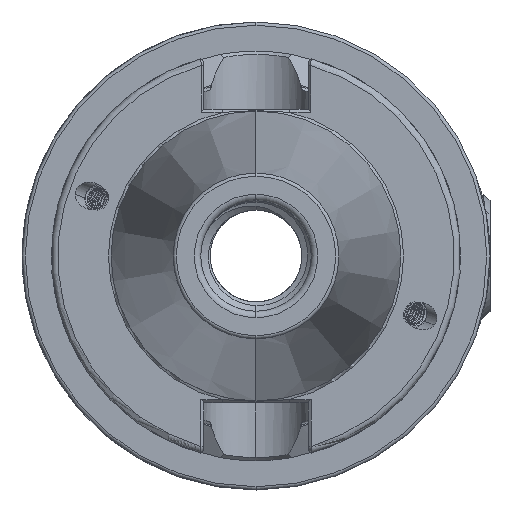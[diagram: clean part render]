
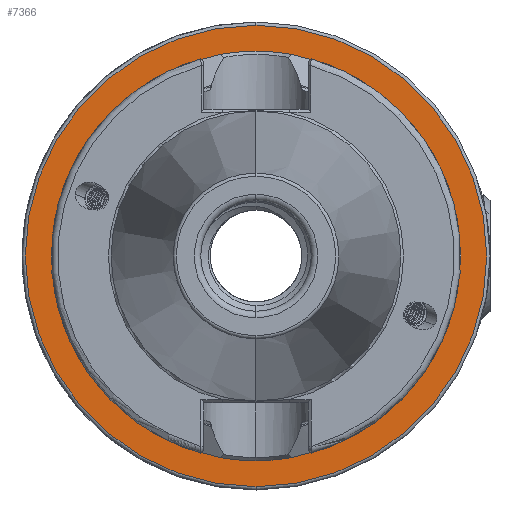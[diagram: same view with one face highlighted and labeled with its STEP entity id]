
A CAD part, left-side view. The second image highlights one B-rep face of the part: STEP entity #7366.
In plain terms, the highlighted planar face has unit normal (-1, 0, 0).
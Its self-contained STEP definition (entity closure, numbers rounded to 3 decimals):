
#934 = CIRCLE ( 'NONE', #28092, 35.5 ) ;
#1544 = VERTEX_POINT ( 'NONE', #5285 ) ;
#1565 = VERTEX_POINT ( 'NONE', #5278 ) ;
#1570 = VERTEX_POINT ( 'NONE', #5312 ) ;
#1616 = VERTEX_POINT ( 'NONE', #5358 ) ;
#1931 = EDGE_CURVE ( 'NONE', #1616, #1565, #934, .T. ) ;
#2835 = AXIS2_PLACEMENT_3D ( 'NONE', #10683, #10649, #10679 ) ;
#2991 = AXIS2_PLACEMENT_3D ( 'NONE', #11663, #11644, #11654 ) ;
#2992 = AXIS2_PLACEMENT_3D ( 'NONE', #11639, #11661, #11637 ) ;
#2994 = AXIS2_PLACEMENT_3D ( 'NONE', #11594, #11606, #11611 ) ;
#3382 = EDGE_LOOP ( 'NONE', ( #13332, #13368 ) ) ;
#3385 = EDGE_LOOP ( 'NONE', ( #13392, #13371 ) ) ;
#5022 = CARTESIAN_POINT ( 'NONE',  ( 32., 0., 0. ) ) ;
#5025 = DIRECTION ( 'NONE',  ( 0., 0., -1. ) ) ;
#5041 = DIRECTION ( 'NONE',  ( 1., 0., 0. ) ) ;
#5278 = CARTESIAN_POINT ( 'NONE',  ( 32., 0., -35.5 ) ) ;
#5285 = CARTESIAN_POINT ( 'NONE',  ( 32., 0., 31.3 ) ) ;
#5312 = CARTESIAN_POINT ( 'NONE',  ( 32., 0., -31.3 ) ) ;
#5358 = CARTESIAN_POINT ( 'NONE',  ( 32., 0., 35.5 ) ) ;
#7366 = ADVANCED_FACE ( 'NONE', ( #25845, #25831 ), #10689, .T. ) ;
#10649 = DIRECTION ( 'NONE',  ( -1., 0., 0. ) ) ;
#10679 = DIRECTION ( 'NONE',  ( 0., 0., 1. ) ) ;
#10683 = CARTESIAN_POINT ( 'NONE',  ( 32., 35.5, 0. ) ) ;
#10689 = PLANE ( 'NONE',  #2835 ) ;
#11594 = CARTESIAN_POINT ( 'NONE',  ( 32., 0., 0. ) ) ;
#11606 = DIRECTION ( 'NONE',  ( 1., 0., 0. ) ) ;
#11611 = DIRECTION ( 'NONE',  ( 0., 0., 1. ) ) ;
#11637 = DIRECTION ( 'NONE',  ( 0., 0., 1. ) ) ;
#11639 = CARTESIAN_POINT ( 'NONE',  ( 32., 0., 0. ) ) ;
#11644 = DIRECTION ( 'NONE',  ( 1., 0., 0. ) ) ;
#11654 = DIRECTION ( 'NONE',  ( 0., 0., -1. ) ) ;
#11661 = DIRECTION ( 'NONE',  ( 1., 0., 0. ) ) ;
#11663 = CARTESIAN_POINT ( 'NONE',  ( 32., 0., 0. ) ) ;
#13332 = ORIENTED_EDGE ( 'NONE', *, *, #21720, .T. ) ;
#13368 = ORIENTED_EDGE ( 'NONE', *, *, #21736, .T. ) ;
#13371 = ORIENTED_EDGE ( 'NONE', *, *, #1931, .F. ) ;
#13392 = ORIENTED_EDGE ( 'NONE', *, *, #21732, .F. ) ;
#21720 = EDGE_CURVE ( 'NONE', #1544, #1570, #26147, .T. ) ;
#21732 = EDGE_CURVE ( 'NONE', #1565, #1616, #26132, .T. ) ;
#21736 = EDGE_CURVE ( 'NONE', #1570, #1544, #26127, .T. ) ;
#25831 = FACE_OUTER_BOUND ( 'NONE', #3385, .T. ) ;
#25845 = FACE_BOUND ( 'NONE', #3382, .T. ) ;
#26127 = CIRCLE ( 'NONE', #2992, 31.3 ) ;
#26132 = CIRCLE ( 'NONE', #2991, 35.5 ) ;
#26147 = CIRCLE ( 'NONE', #2994, 31.3 ) ;
#28092 = AXIS2_PLACEMENT_3D ( 'NONE', #5022, #5041, #5025 ) ;
